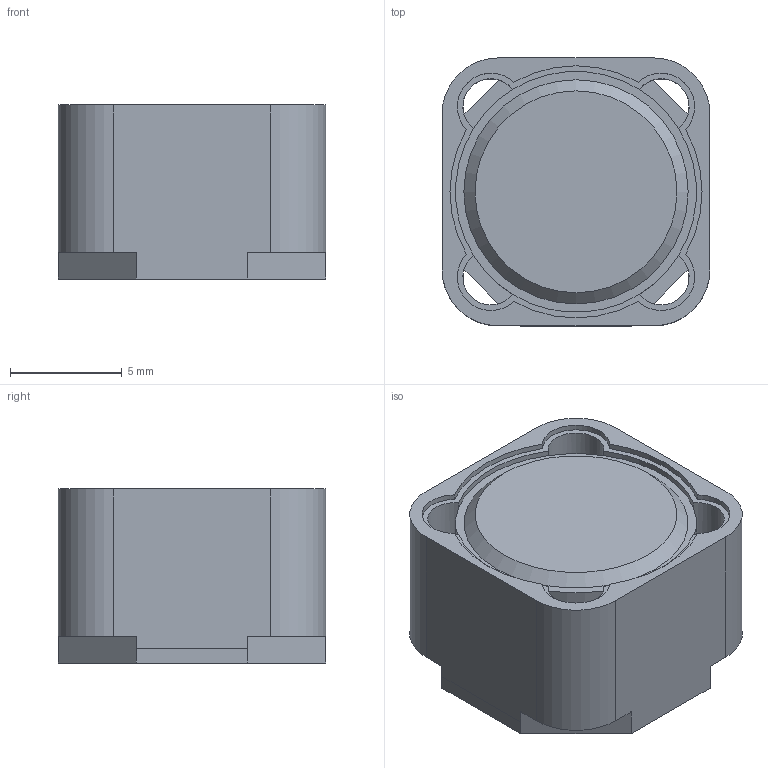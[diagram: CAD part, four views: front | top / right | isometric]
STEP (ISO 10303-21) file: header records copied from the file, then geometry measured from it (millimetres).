
FILE_DESCRIPTION(/* description */ ('model of L_Coilcraft_MSS1278H-XXX'),/* implementation_level */ '2;1');
FILE_NAME(/* name */ 'L_Coilcraft_MSS1278H-XXX.step',/* time_stamp */ '2024-11-07T02:47:44',/* author */ ('KiCAD','kicad'),/* organization */ ('OCCT'),/* preprocessor_version */ '',/* originating_system */ 'KiCAD',/* authorisation */ '');
FILE_SCHEMA(('AUTOMOTIVE_DESIGN { 1 0 10303 214 1 1 1 1 }'));
Length unit declared in the file: millimetre
Products named in the file (1): L_Coilcraft_MSS1278H-XXX
Bounding box: 12 x 12 x 7.8 mm (x, y, z)
Volume: 977.9 mm3; surface area: 796.5 mm2
Topology: 1 solids, 1 shells, 50 faces, 143 edges, 90 vertices
Faces by surface type: plane 25, cylinder 24, cone 1
Entity records: 2115 total; most frequent: DIRECTION 302, ORIENTED_EDGE 286, CARTESIAN_POINT 285, EDGE_CURVE 143, AXIS2_PLACEMENT_3D 109, VERTEX_POINT 90, LINE 84, VECTOR 84
